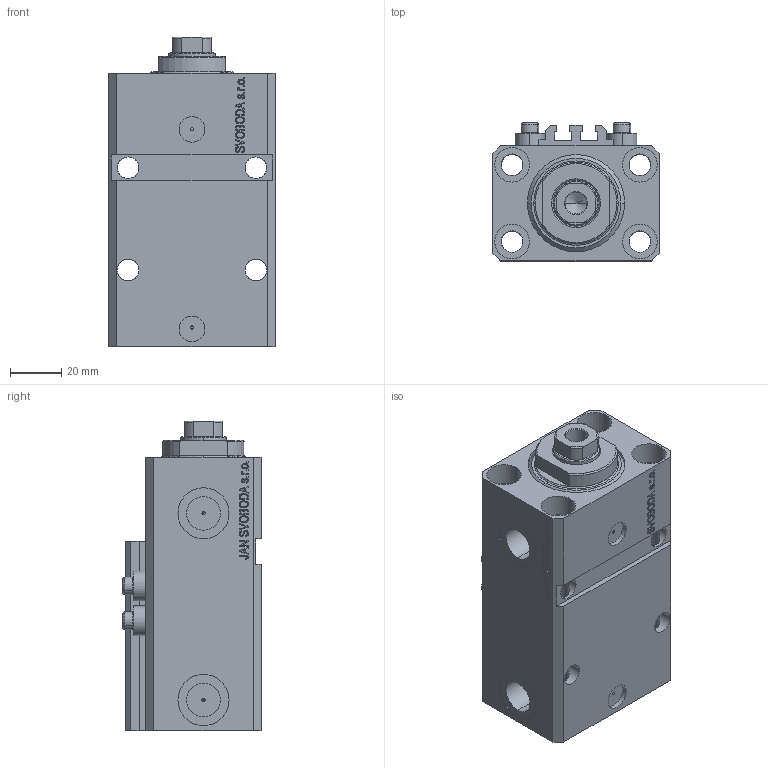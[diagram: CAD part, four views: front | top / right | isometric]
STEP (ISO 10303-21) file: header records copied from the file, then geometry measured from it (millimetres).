
FILE_DESCRIPTION (( 'STEP AP203' ), '1' );
FILE_NAME ('37ee.STEP', '2024-03-19T09:36:15', ( '' ), ( '' ), 'SwSTEP 2.0', 'SolidWorks 2019', '' );
FILE_SCHEMA (( 'CONFIG_CONTROL_DESIGN' ));
Length unit declared in the file: millimetre
Products named in the file (5): 37ee; V250CE_E_Body 1a90c0ac9609ff52fbe72c4d7749c11f; V250CE_C_VCP 1a90c0ac9609ff52fbe72c4d7749c11f; V250CE_VC_E 1a90c0ac9609ff52fbe72c4d7749c11f; ALLEN BOLT V250CE 1a90c0ac9609ff52fbe72c4d7749c11f
Assembly tree (7 placements, depth 2):
  37ee
    V250CE_E_Body 1a90c0ac9609ff52fbe72c4d7749c11f
    ALLEN BOLT V250CE 1a90c0ac9609ff52fbe72c4d7749c11f  x4
    V250CE_C_VCP 1a90c0ac9609ff52fbe72c4d7749c11f
    V250CE_VC_E 1a90c0ac9609ff52fbe72c4d7749c11f
Bounding box: 65 x 54 x 121 mm (x, y, z)
Volume: 273399.4 mm3; surface area: 76875.9 mm2
Topology: 8 solids, 8 shells, 1087 faces, 2713 edges, 1748 vertices
Faces by surface type: plane 511, bspline 360, cylinder 146, cone 56, torus 14
Entity records: 47697 total; most frequent: CARTESIAN_POINT 25158, ORIENTED_EDGE 5116, DIRECTION 3328, EDGE_CURVE 2558, VERTEX_POINT 1664, VECTOR 1540, LINE 1540, EDGE_LOOP 1150
